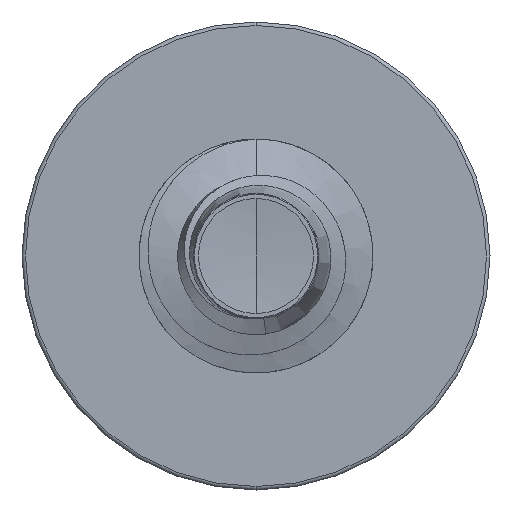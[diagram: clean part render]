
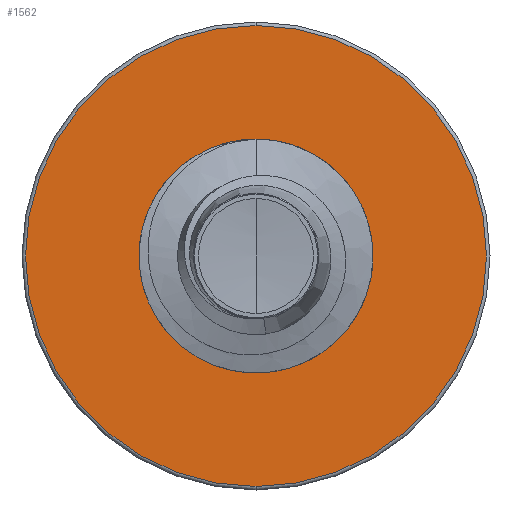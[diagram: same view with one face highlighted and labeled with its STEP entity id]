
A CAD part, front view. The second image highlights one B-rep face of the part: STEP entity #1562.
In plain terms, the highlighted planar face has unit normal (0, -1, 0).
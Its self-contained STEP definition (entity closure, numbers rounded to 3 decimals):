
#251 = AXIS2_PLACEMENT_3D ( 'NONE', #11315, #12714, #11138 ) ;
#1215 = VERTEX_POINT ( 'NONE', #9443 ) ;
#1554 = EDGE_CURVE ( 'NONE', #13432, #1215, #13317, .T. ) ;
#1562 = ADVANCED_FACE ( 'NONE', ( #10082, #11828 ), #12084, .F. ) ;
#2318 = CIRCLE ( 'NONE', #13558, 2.842 ) ;
#2822 = DIRECTION ( 'NONE',  ( 0., 0., 1. ) ) ;
#2844 = DIRECTION ( 'NONE',  ( 0., 1., 0. ) ) ;
#2863 = CARTESIAN_POINT ( 'NONE',  ( 0., 8., 0. ) ) ;
#3073 = AXIS2_PLACEMENT_3D ( 'NONE', #9840, #9424, #8717 ) ;
#3270 = DIRECTION ( 'NONE',  ( 0., 0., 1. ) ) ;
#3291 = DIRECTION ( 'NONE',  ( 0., 1., 0. ) ) ;
#3303 = CARTESIAN_POINT ( 'NONE',  ( 0., 8., 0. ) ) ;
#3959 = AXIS2_PLACEMENT_3D ( 'NONE', #2863, #2844, #2822 ) ;
#3964 = ORIENTED_EDGE ( 'NONE', *, *, #12030, .T. ) ;
#4839 = DIRECTION ( 'NONE',  ( 0., 0., 1. ) ) ;
#4872 = DIRECTION ( 'NONE',  ( 0., 1., 0. ) ) ;
#4880 = CARTESIAN_POINT ( 'NONE',  ( 0., 8., 0. ) ) ;
#5705 = CIRCLE ( 'NONE', #3959, 5.91 ) ;
#6126 = AXIS2_PLACEMENT_3D ( 'NONE', #4880, #4872, #4839 ) ;
#6464 = CARTESIAN_POINT ( 'NONE',  ( 0., 8., -5.91 ) ) ;
#6735 = CARTESIAN_POINT ( 'NONE',  ( 0., 8., 5.91 ) ) ;
#7042 = ORIENTED_EDGE ( 'NONE', *, *, #12067, .F. ) ;
#8218 = VERTEX_POINT ( 'NONE', #6464 ) ;
#8556 = VERTEX_POINT ( 'NONE', #6735 ) ;
#8691 = CARTESIAN_POINT ( 'NONE',  ( 0., 8., 2.842 ) ) ;
#8717 = DIRECTION ( 'NONE',  ( 0., 0., 1. ) ) ;
#9424 = DIRECTION ( 'NONE',  ( 0., 1., 0. ) ) ;
#9443 = CARTESIAN_POINT ( 'NONE',  ( 0., 8., -2.842 ) ) ;
#9795 = EDGE_LOOP ( 'NONE', ( #13570, #3964 ) ) ;
#9840 = CARTESIAN_POINT ( 'NONE',  ( 0., 8., -2.842 ) ) ;
#9908 = ORIENTED_EDGE ( 'NONE', *, *, #11911, .F. ) ;
#10066 = CIRCLE ( 'NONE', #6126, 5.91 ) ;
#10082 = FACE_OUTER_BOUND ( 'NONE', #13596, .T. ) ;
#11138 = DIRECTION ( 'NONE',  ( 0., 0., 1. ) ) ;
#11315 = CARTESIAN_POINT ( 'NONE',  ( 0., 8., 0. ) ) ;
#11828 = FACE_BOUND ( 'NONE', #9795, .T. ) ;
#11911 = EDGE_CURVE ( 'NONE', #8218, #8556, #10066, .T. ) ;
#12030 = EDGE_CURVE ( 'NONE', #1215, #13432, #2318, .T. ) ;
#12067 = EDGE_CURVE ( 'NONE', #8556, #8218, #5705, .T. ) ;
#12084 = PLANE ( 'NONE',  #3073 ) ;
#12714 = DIRECTION ( 'NONE',  ( 0., 1., 0. ) ) ;
#13317 = CIRCLE ( 'NONE', #251, 2.842 ) ;
#13432 = VERTEX_POINT ( 'NONE', #8691 ) ;
#13558 = AXIS2_PLACEMENT_3D ( 'NONE', #3303, #3291, #3270 ) ;
#13570 = ORIENTED_EDGE ( 'NONE', *, *, #1554, .T. ) ;
#13596 = EDGE_LOOP ( 'NONE', ( #7042, #9908 ) ) ;
